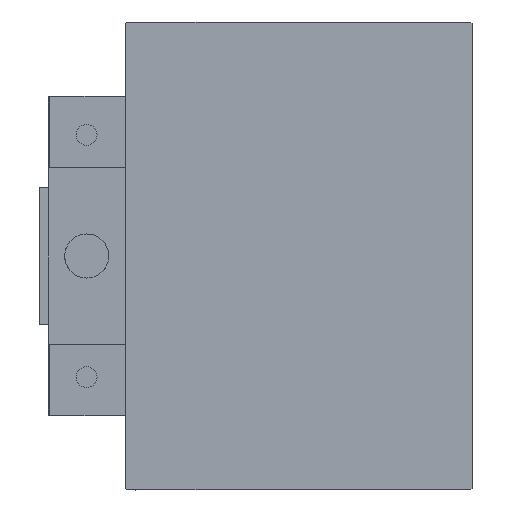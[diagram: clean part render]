
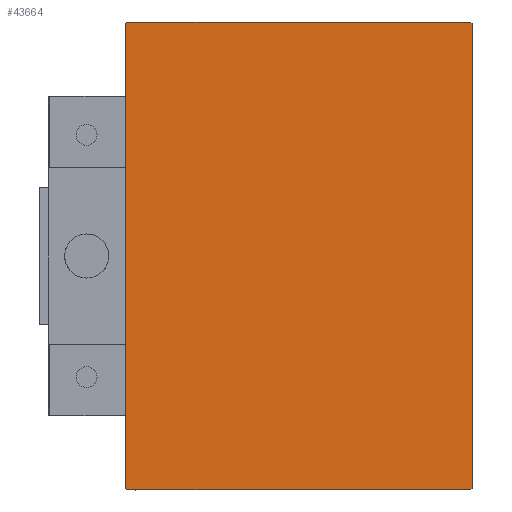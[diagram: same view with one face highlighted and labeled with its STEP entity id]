
A CAD part, left-side view. The second image highlights one B-rep face of the part: STEP entity #43664.
In plain terms, the highlighted face is planar.
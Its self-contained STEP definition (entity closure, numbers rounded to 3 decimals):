
#2012 = LINE ( 'NONE', #33029, #14243 ) ;
#4376 = VERTEX_POINT ( 'NONE', #43957 ) ;
#5359 = LINE ( 'NONE', #20865, #23444 ) ;
#6028 = CARTESIAN_POINT ( 'NONE',  ( 113., 31.5, -42.5 ) ) ;
#6522 = LINE ( 'NONE', #6028, #41285 ) ;
#6530 = LINE ( 'NONE', #10832, #10907 ) ;
#7596 = DIRECTION ( 'NONE',  ( 0., 0., -1. ) ) ;
#10175 = ORIENTED_EDGE ( 'NONE', *, *, #36149, .T. ) ;
#10611 = EDGE_CURVE ( 'NONE', #46061, #30921, #17007, .T. ) ;
#10832 = CARTESIAN_POINT ( 'NONE',  ( 113., 36.85, -36.85 ) ) ;
#10907 = VECTOR ( 'NONE', #29936, 1000. ) ;
#13037 = ORIENTED_EDGE ( 'NONE', *, *, #46400, .T. ) ;
#13632 = CARTESIAN_POINT ( 'NONE',  ( 113., 36.85, 36.85 ) ) ;
#13694 = DIRECTION ( 'NONE',  ( 0., 1., 0. ) ) ;
#14243 = VECTOR ( 'NONE', #13694, 1000. ) ;
#15598 = AXIS2_PLACEMENT_3D ( 'NONE', #37202, #44814, #7596 ) ;
#17007 = LINE ( 'NONE', #48299, #50155 ) ;
#17178 = ORIENTED_EDGE ( 'NONE', *, *, #19522, .T. ) ;
#17789 = DIRECTION ( 'NONE',  ( 0., 0.707, -0.707 ) ) ;
#18255 = CARTESIAN_POINT ( 'NONE',  ( 113., 31.5, -42.2 ) ) ;
#18376 = LINE ( 'NONE', #33395, #32420 ) ;
#18540 = CARTESIAN_POINT ( 'NONE',  ( 113., -31.2, 42.5 ) ) ;
#19522 = EDGE_CURVE ( 'NONE', #30921, #23064, #28321, .T. ) ;
#20865 = CARTESIAN_POINT ( 'NONE',  ( 113., -36.85, -36.85 ) ) ;
#21313 = DIRECTION ( 'NONE',  ( 0., -1., 0. ) ) ;
#21798 = EDGE_CURVE ( 'NONE', #25299, #32371, #6530, .T. ) ;
#23064 = VERTEX_POINT ( 'NONE', #48221 ) ;
#23444 = VECTOR ( 'NONE', #17789, 1000. ) ;
#25299 = VERTEX_POINT ( 'NONE', #49987 ) ;
#25986 = EDGE_LOOP ( 'NONE', ( #29854, #29026, #42290, #13037, #40375, #17178, #10175, #26664 ) ) ;
#26664 = ORIENTED_EDGE ( 'NONE', *, *, #34385, .T. ) ;
#27199 = VERTEX_POINT ( 'NONE', #41406 ) ;
#27790 = EDGE_CURVE ( 'NONE', #4376, #25299, #2012, .T. ) ;
#28321 = LINE ( 'NONE', #47147, #40930 ) ;
#29026 = ORIENTED_EDGE ( 'NONE', *, *, #21798, .T. ) ;
#29844 = DIRECTION ( 'NONE',  ( 0., 0., -1. ) ) ;
#29854 = ORIENTED_EDGE ( 'NONE', *, *, #27790, .T. ) ;
#29936 = DIRECTION ( 'NONE',  ( 0., 0.707, 0.707 ) ) ;
#30921 = VERTEX_POINT ( 'NONE', #18540 ) ;
#32371 = VERTEX_POINT ( 'NONE', #18255 ) ;
#32420 = VECTOR ( 'NONE', #29844, 1000. ) ;
#32520 = CARTESIAN_POINT ( 'NONE',  ( 113., -31.5, -42.2 ) ) ;
#33029 = CARTESIAN_POINT ( 'NONE',  ( 113., -31.5, -42.5 ) ) ;
#33395 = CARTESIAN_POINT ( 'NONE',  ( 113., -31.5, 42.5 ) ) ;
#33468 = EDGE_CURVE ( 'NONE', #32371, #27199, #6522, .T. ) ;
#34385 = EDGE_CURVE ( 'NONE', #46096, #4376, #5359, .T. ) ;
#35701 = DIRECTION ( 'NONE',  ( 0., -0.707, -0.707 ) ) ;
#35835 = CARTESIAN_POINT ( 'NONE',  ( 113., 31.2, 42.5 ) ) ;
#36149 = EDGE_CURVE ( 'NONE', #23064, #46096, #18376, .T. ) ;
#37080 = PLANE ( 'NONE',  #15598 ) ;
#37202 = CARTESIAN_POINT ( 'NONE',  ( 113., 0., 0. ) ) ;
#38638 = FACE_OUTER_BOUND ( 'NONE', #25986, .T. ) ;
#40375 = ORIENTED_EDGE ( 'NONE', *, *, #10611, .T. ) ;
#40930 = VECTOR ( 'NONE', #35701, 1000. ) ;
#41285 = VECTOR ( 'NONE', #49250, 1000. ) ;
#41406 = CARTESIAN_POINT ( 'NONE',  ( 113., 31.5, 42.2 ) ) ;
#41588 = DIRECTION ( 'NONE',  ( 0., -0.707, 0.707 ) ) ;
#42290 = ORIENTED_EDGE ( 'NONE', *, *, #33468, .T. ) ;
#43361 = VECTOR ( 'NONE', #41588, 1000. ) ;
#43664 = ADVANCED_FACE ( 'NONE', ( #38638 ), #37080, .T. ) ;
#43957 = CARTESIAN_POINT ( 'NONE',  ( 113., -31.2, -42.5 ) ) ;
#44814 = DIRECTION ( 'NONE',  ( 1., 0., 0. ) ) ;
#46061 = VERTEX_POINT ( 'NONE', #35835 ) ;
#46096 = VERTEX_POINT ( 'NONE', #32520 ) ;
#46400 = EDGE_CURVE ( 'NONE', #27199, #46061, #49209, .T. ) ;
#47147 = CARTESIAN_POINT ( 'NONE',  ( 113., -36.85, 36.85 ) ) ;
#48221 = CARTESIAN_POINT ( 'NONE',  ( 113., -31.5, 42.2 ) ) ;
#48299 = CARTESIAN_POINT ( 'NONE',  ( 113., 31.5, 42.5 ) ) ;
#49209 = LINE ( 'NONE', #13632, #43361 ) ;
#49250 = DIRECTION ( 'NONE',  ( 0., 0., 1. ) ) ;
#49987 = CARTESIAN_POINT ( 'NONE',  ( 113., 31.2, -42.5 ) ) ;
#50155 = VECTOR ( 'NONE', #21313, 1000. ) ;
